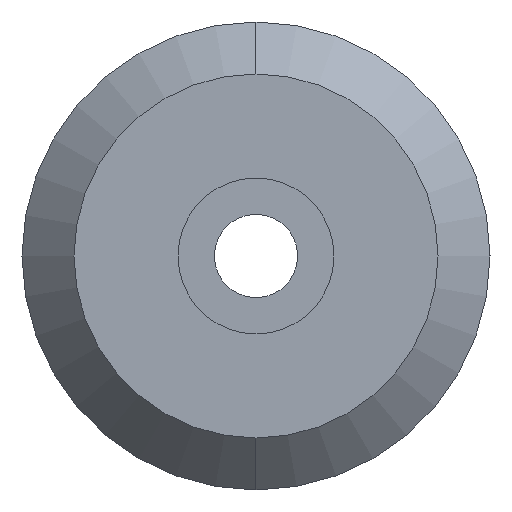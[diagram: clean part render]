
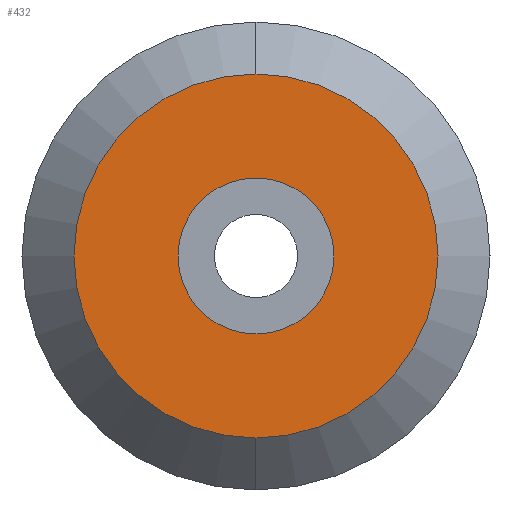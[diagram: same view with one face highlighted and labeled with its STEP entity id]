
A CAD part, left-side view. The second image highlights one B-rep face of the part: STEP entity #432.
In plain terms, the highlighted planar face has unit normal (-1, 0, 0).
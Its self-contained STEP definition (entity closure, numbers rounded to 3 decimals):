
#25 = CARTESIAN_POINT ( 'NONE',  ( -80., 0., 0. ) ) ;
#123 = VERTEX_POINT ( 'NONE', #264 ) ;
#127 = AXIS2_PLACEMENT_3D ( 'NONE', #480, #408, #386 ) ;
#133 = EDGE_CURVE ( 'NONE', #1104, #123, #1109, .T. ) ;
#145 = VERTEX_POINT ( 'NONE', #559 ) ;
#162 = VERTEX_POINT ( 'NONE', #774 ) ;
#193 = CARTESIAN_POINT ( 'NONE',  ( -80., 1.5, 0. ) ) ;
#209 = PLANE ( 'NONE',  #517 ) ;
#217 = DIRECTION ( 'NONE',  ( -1., 0., 0. ) ) ;
#222 = DIRECTION ( 'NONE',  ( 0., 0., 1. ) ) ;
#264 = CARTESIAN_POINT ( 'NONE',  ( -80., 0., -3.5 ) ) ;
#324 = ORIENTED_EDGE ( 'NONE', *, *, #1030, .T. ) ;
#368 = FACE_OUTER_BOUND ( 'NONE', #1043, .T. ) ;
#372 = EDGE_CURVE ( 'NONE', #145, #162, #662, .T. ) ;
#386 = DIRECTION ( 'NONE',  ( 0., 0., -1. ) ) ;
#397 = DIRECTION ( 'NONE',  ( 1., 0., 0. ) ) ;
#408 = DIRECTION ( 'NONE',  ( 1., 0., 0. ) ) ;
#432 = ADVANCED_FACE ( 'NONE', ( #834, #368 ), #209, .T. ) ;
#469 = CARTESIAN_POINT ( 'NONE',  ( -80., 0., 0. ) ) ;
#471 = DIRECTION ( 'NONE',  ( 1., 0., 0. ) ) ;
#473 = ORIENTED_EDGE ( 'NONE', *, *, #372, .T. ) ;
#480 = CARTESIAN_POINT ( 'NONE',  ( -80., 0., 0. ) ) ;
#491 = AXIS2_PLACEMENT_3D ( 'NONE', #883, #897, #924 ) ;
#495 = DIRECTION ( 'NONE',  ( 0., 0., -1. ) ) ;
#517 = AXIS2_PLACEMENT_3D ( 'NONE', #193, #217, #222 ) ;
#552 = DIRECTION ( 'NONE',  ( 0., 0., -1. ) ) ;
#559 = CARTESIAN_POINT ( 'NONE',  ( -80., 0., -1.5 ) ) ;
#562 = ORIENTED_EDGE ( 'NONE', *, *, #133, .F. ) ;
#621 = CIRCLE ( 'NONE', #491, 3.5 ) ;
#660 = EDGE_CURVE ( 'NONE', #123, #1104, #621, .T. ) ;
#662 = CIRCLE ( 'NONE', #127, 1.5 ) ;
#696 = CARTESIAN_POINT ( 'NONE',  ( -80., 0., 3.5 ) ) ;
#774 = CARTESIAN_POINT ( 'NONE',  ( -80., 0., 1.5 ) ) ;
#791 = EDGE_LOOP ( 'NONE', ( #473, #324 ) ) ;
#834 = FACE_BOUND ( 'NONE', #791, .T. ) ;
#839 = CIRCLE ( 'NONE', #849, 1.5 ) ;
#849 = AXIS2_PLACEMENT_3D ( 'NONE', #25, #397, #495 ) ;
#883 = CARTESIAN_POINT ( 'NONE',  ( -80., 0., 0. ) ) ;
#897 = DIRECTION ( 'NONE',  ( 1., 0., 0. ) ) ;
#924 = DIRECTION ( 'NONE',  ( 0., 0., -1. ) ) ;
#982 = AXIS2_PLACEMENT_3D ( 'NONE', #469, #471, #552 ) ;
#1030 = EDGE_CURVE ( 'NONE', #162, #145, #839, .T. ) ;
#1038 = ORIENTED_EDGE ( 'NONE', *, *, #660, .F. ) ;
#1043 = EDGE_LOOP ( 'NONE', ( #1038, #562 ) ) ;
#1104 = VERTEX_POINT ( 'NONE', #696 ) ;
#1109 = CIRCLE ( 'NONE', #982, 3.5 ) ;
